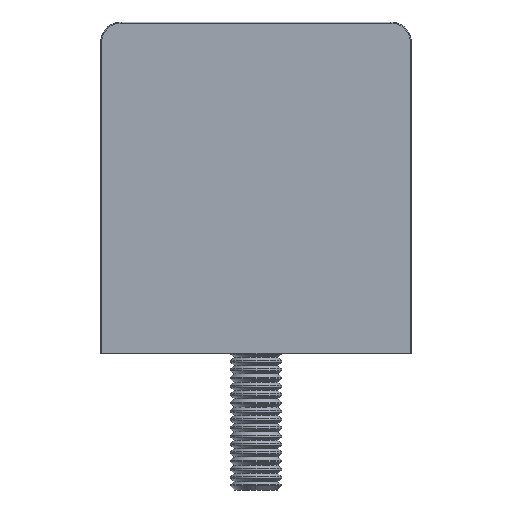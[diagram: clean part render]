
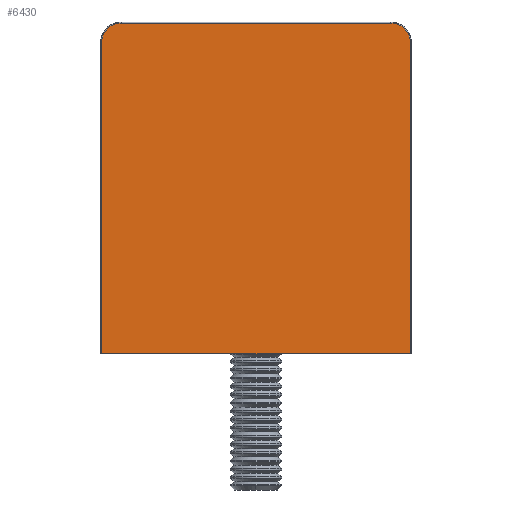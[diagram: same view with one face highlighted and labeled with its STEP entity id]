
A CAD part, left-side view. The second image highlights one B-rep face of the part: STEP entity #6430.
In plain terms, the highlighted planar face has unit normal (-1, 0, 0).
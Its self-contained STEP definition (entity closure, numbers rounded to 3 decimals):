
#539 = FACE_OUTER_BOUND ( 'NONE', #6785, .T. ) ;
#1188 = CARTESIAN_POINT ( 'NONE',  ( 0., -13., 29.9 ) ) ;
#1992 = DIRECTION ( 'NONE',  ( -1., 0., 0. ) ) ;
#2233 = PLANE ( 'NONE',  #12669 ) ;
#2626 = DIRECTION ( 'NONE',  ( -1., 0., 0. ) ) ;
#2668 = ORIENTED_EDGE ( 'NONE', *, *, #13013, .T. ) ;
#2672 = EDGE_CURVE ( 'NONE', #30730, #27661, #5112, .T. ) ;
#2875 = CARTESIAN_POINT ( 'NONE',  ( 0., 13., 29.9 ) ) ;
#3315 = ORIENTED_EDGE ( 'NONE', *, *, #29339, .T. ) ;
#3852 = AXIS2_PLACEMENT_3D ( 'NONE', #20730, #2626, #23739 ) ;
#4915 = ORIENTED_EDGE ( 'NONE', *, *, #16718, .F. ) ;
#5112 = CIRCLE ( 'NONE', #3852, 1.9 ) ;
#5536 = VERTEX_POINT ( 'NONE', #26974 ) ;
#6144 = VERTEX_POINT ( 'NONE', #16049 ) ;
#6146 = DIRECTION ( 'NONE',  ( 0., 0., -1. ) ) ;
#6430 = ADVANCED_FACE ( 'NONE', ( #539 ), #2233, .T. ) ;
#6785 = EDGE_LOOP ( 'NONE', ( #4915, #2668, #22460, #3315, #17338, #34401 ) ) ;
#7058 = LINE ( 'NONE', #29197, #17837 ) ;
#9654 = CARTESIAN_POINT ( 'NONE',  ( 0., -13., 28. ) ) ;
#10524 = DIRECTION ( 'NONE',  ( 0., 1., 0. ) ) ;
#12447 = DIRECTION ( 'NONE',  ( 0., 0., 1. ) ) ;
#12484 = CARTESIAN_POINT ( 'NONE',  ( 0., 14.9, 28. ) ) ;
#12669 = AXIS2_PLACEMENT_3D ( 'NONE', #23459, #12916, #12447 ) ;
#12916 = DIRECTION ( 'NONE',  ( -1., 0., 0. ) ) ;
#13013 = EDGE_CURVE ( 'NONE', #5536, #6144, #30123, .T. ) ;
#13046 = DIRECTION ( 'NONE',  ( 0., 1., 0. ) ) ;
#13310 = CARTESIAN_POINT ( 'NONE',  ( 0., -15., -2.005 ) ) ;
#13742 = CARTESIAN_POINT ( 'NONE',  ( 0., -14.9, 28. ) ) ;
#14090 = VERTEX_POINT ( 'NONE', #1188 ) ;
#16049 = CARTESIAN_POINT ( 'NONE',  ( 0., -14.9, 28. ) ) ;
#16718 = EDGE_CURVE ( 'NONE', #5536, #23365, #33965, .T. ) ;
#17338 = ORIENTED_EDGE ( 'NONE', *, *, #2672, .T. ) ;
#17473 = EDGE_CURVE ( 'NONE', #6144, #14090, #25234, .T. ) ;
#17837 = VECTOR ( 'NONE', #13046, 1000. ) ;
#18383 = CARTESIAN_POINT ( 'NONE',  ( 0., 14.9, -2.005 ) ) ;
#19165 = AXIS2_PLACEMENT_3D ( 'NONE', #9654, #1992, #31252 ) ;
#19880 = VECTOR ( 'NONE', #6146, 1000. ) ;
#20730 = CARTESIAN_POINT ( 'NONE',  ( 0., 13., 28. ) ) ;
#21096 = LINE ( 'NONE', #18383, #19880 ) ;
#21382 = DIRECTION ( 'NONE',  ( 0., 0., 1. ) ) ;
#22460 = ORIENTED_EDGE ( 'NONE', *, *, #17473, .T. ) ;
#23365 = VERTEX_POINT ( 'NONE', #33840 ) ;
#23459 = CARTESIAN_POINT ( 'NONE',  ( 0., 0., 0. ) ) ;
#23739 = DIRECTION ( 'NONE',  ( 0., 0., 1. ) ) ;
#24284 = VECTOR ( 'NONE', #21382, 1000. ) ;
#25234 = CIRCLE ( 'NONE', #19165, 1.9 ) ;
#26974 = CARTESIAN_POINT ( 'NONE',  ( 0., -14.9, -2.005 ) ) ;
#27661 = VERTEX_POINT ( 'NONE', #12484 ) ;
#28573 = VECTOR ( 'NONE', #10524, 1000. ) ;
#29197 = CARTESIAN_POINT ( 'NONE',  ( 0., 13., 29.9 ) ) ;
#29339 = EDGE_CURVE ( 'NONE', #14090, #30730, #7058, .T. ) ;
#30123 = LINE ( 'NONE', #13742, #24284 ) ;
#30730 = VERTEX_POINT ( 'NONE', #2875 ) ;
#31120 = EDGE_CURVE ( 'NONE', #27661, #23365, #21096, .T. ) ;
#31252 = DIRECTION ( 'NONE',  ( 0., 0., 1. ) ) ;
#33840 = CARTESIAN_POINT ( 'NONE',  ( 0., 14.9, -2.005 ) ) ;
#33965 = LINE ( 'NONE', #13310, #28573 ) ;
#34401 = ORIENTED_EDGE ( 'NONE', *, *, #31120, .T. ) ;
